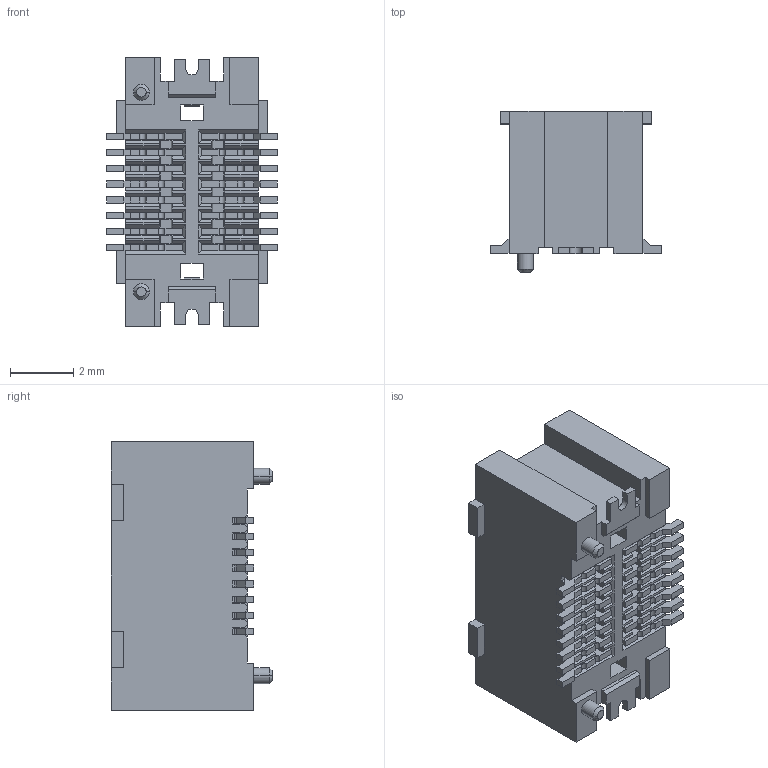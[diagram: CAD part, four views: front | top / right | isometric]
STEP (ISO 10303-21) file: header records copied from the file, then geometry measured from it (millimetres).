
FILE_DESCRIPTION((''),'2;1');
FILE_NAME('S-50022-070XX-XXX','2013-05-08T',('12117822'),(''),'PRO/ENGINEER BY PARAMETRIC TECHNOLOGY CORPORATION, 2010370','PRO/ENGINEER BY PARAMETRIC TECHNOLOGY CORPORATION, 2010370','');
FILE_SCHEMA(('CONFIG_CONTROL_DESIGN'));
Length unit declared in the file: millimetre
Products named in the file (1): S-50022-070XX-XXX
Bounding box: 5.4 x 5.1 x 8.5 mm (x, y, z)
Volume: 108.3 mm3; surface area: 471.2 mm2
Topology: 1 solids, 1 shells, 875 faces, 2850 edges, 1868 vertices
Faces by surface type: plane 737, cylinder 134, cone 4
Entity records: 31086 total; most frequent: ORIENTED_EDGE 5700, CARTESIAN_POINT 5593, DIRECTION 4908, EDGE_CURVE 2850, VECTOR 2542, LINE 2542, VERTEX_POINT 1868, AXIS2_PLACEMENT_3D 1183
